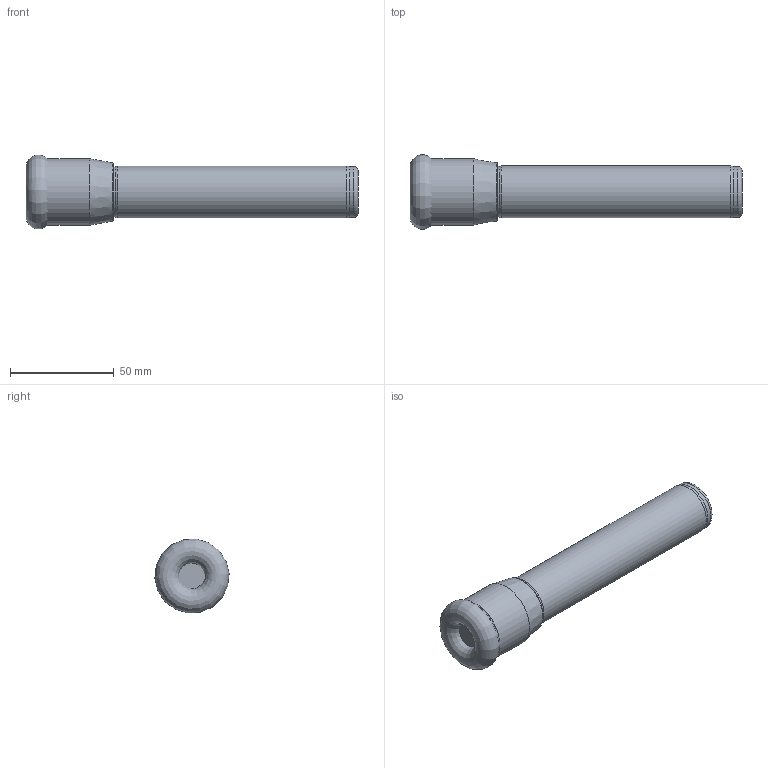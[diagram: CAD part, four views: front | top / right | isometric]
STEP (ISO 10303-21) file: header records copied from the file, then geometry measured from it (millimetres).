
FILE_DESCRIPTION(/* description */ (''),/* implementation_level */ '2;1');
FILE_NAME(/* name */ 'AEMR-RP1204M-D36-C25-L160-Z03-WEBSITE.stp',/* time_stamp */ '2023-11-07T09:56:25+03:00',/* author */ (''),/* organization */ (''),/* preprocessor_version */ 'ST-DEVELOPER v19.4',/* originating_system */ 'SIEMENS PLM Software NX2306.3001',/* authorisation */ '');
FILE_SCHEMA (('AUTOMOTIVE_DESIGN { 1 0 10303 214 3 1 1 1 }'));
Length unit declared in the file: millimetre
Products named in the file (1): AEMR-RP1204M-D36-C25-L160-Z03-WEBSITE_objects
Bounding box: 160 x 35.85 x 35.57 mm (x, y, z)
Volume: 97109.9 mm3; surface area: 17508.1 mm2
Topology: 2 solids, 2 shells, 26 faces, 47 edges, 25 vertices
Faces by surface type: torus 9, cone 7, cylinder 5, plane 4, revolution 1
Full cylindrical faces by diameter (mm): 24.5 x2, 25 x1, 32 x1, 33.6 x1
Entity records: 560 total; most frequent: DIRECTION 105, CARTESIAN_POINT 78, AXIS2_PLACEMENT_3D 52, EDGE_LOOP 48, ORIENTED_EDGE 48, FACE_BOUND 47, ADVANCED_FACE 26, VERTEX_POINT 25
